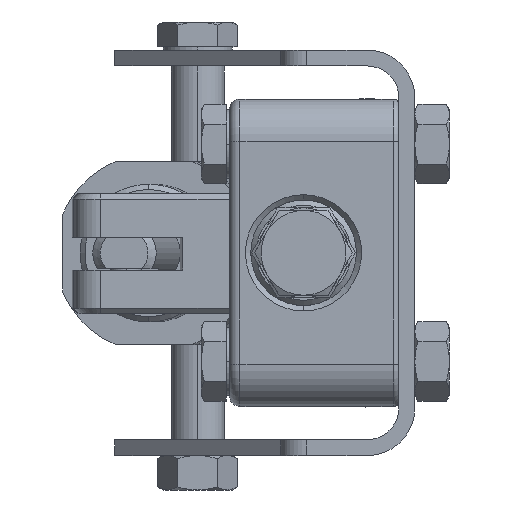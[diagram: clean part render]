
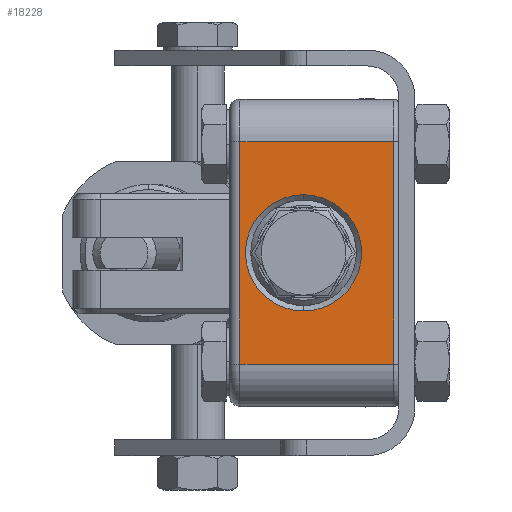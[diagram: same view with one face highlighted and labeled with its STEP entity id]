
A CAD part, left-side view. The second image highlights one B-rep face of the part: STEP entity #18228.
In plain terms, the highlighted planar face has unit normal (-1, 0, 0).
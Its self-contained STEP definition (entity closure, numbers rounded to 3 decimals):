
#92 = VECTOR ( 'NONE', #6119, 1000. ) ;
#1180 = CIRCLE ( 'NONE', #5895, 10.965 ) ;
#1226 = CARTESIAN_POINT ( 'NONE',  ( -67.5, 18., -11.215 ) ) ;
#2398 = VERTEX_POINT ( 'NONE', #10606 ) ;
#2770 = EDGE_CURVE ( 'NONE', #36117, #2398, #32129, .T. ) ;
#3203 = DIRECTION ( 'NONE',  ( 0., 0., -1. ) ) ;
#3289 = VECTOR ( 'NONE', #34976, 1000. ) ;
#3422 = ORIENTED_EDGE ( 'NONE', *, *, #8136, .T. ) ;
#4050 = VERTEX_POINT ( 'NONE', #13112 ) ;
#4489 = ORIENTED_EDGE ( 'NONE', *, *, #10170, .F. ) ;
#5692 = ORIENTED_EDGE ( 'NONE', *, *, #2770, .F. ) ;
#5895 = AXIS2_PLACEMENT_3D ( 'NONE', #25608, #8833, #28383 ) ;
#6119 = DIRECTION ( 'NONE',  ( 0., 1., 0. ) ) ;
#6473 = ORIENTED_EDGE ( 'NONE', *, *, #19776, .F. ) ;
#7498 = LINE ( 'NONE', #25578, #92 ) ;
#8136 = EDGE_CURVE ( 'NONE', #36117, #4050, #12823, .T. ) ;
#8726 = VERTEX_POINT ( 'NONE', #1226 ) ;
#8833 = DIRECTION ( 'NONE',  ( -1., 0., 0. ) ) ;
#9612 = DIRECTION ( 'NONE',  ( 0., 0., -1. ) ) ;
#10004 = EDGE_LOOP ( 'NONE', ( #5692, #3422, #21277, #4489 ) ) ;
#10130 = ORIENTED_EDGE ( 'NONE', *, *, #13835, .F. ) ;
#10170 = EDGE_CURVE ( 'NONE', #2398, #27495, #7498, .T. ) ;
#10606 = CARTESIAN_POINT ( 'NONE',  ( -67.5, 1., -21.25 ) ) ;
#11301 = DIRECTION ( 'NONE',  ( -1., 0., 0. ) ) ;
#11325 = FACE_OUTER_BOUND ( 'NONE', #10004, .T. ) ;
#12197 = FACE_BOUND ( 'NONE', #28392, .T. ) ;
#12327 = DIRECTION ( 'NONE',  ( 0., 1., 0. ) ) ;
#12823 = LINE ( 'NONE', #32114, #27676 ) ;
#13112 = CARTESIAN_POINT ( 'NONE',  ( -67.5, 30., 20.75 ) ) ;
#13835 = EDGE_CURVE ( 'NONE', #8726, #19113, #1180, .T. ) ;
#17740 = CARTESIAN_POINT ( 'NONE',  ( -67.5, 30., -21.25 ) ) ;
#18228 = ADVANCED_FACE ( 'NONE', ( #12197, #11325 ), #23570, .F. ) ;
#18247 = CARTESIAN_POINT ( 'NONE',  ( -67.5, 1., -0.25 ) ) ;
#19113 = VERTEX_POINT ( 'NONE', #21122 ) ;
#19776 = EDGE_CURVE ( 'NONE', #19113, #8726, #27475, .T. ) ;
#19948 = VECTOR ( 'NONE', #3203, 1000. ) ;
#20311 = EDGE_CURVE ( 'NONE', #4050, #27495, #28267, .T. ) ;
#21122 = CARTESIAN_POINT ( 'NONE',  ( -67.5, 18., 10.715 ) ) ;
#21277 = ORIENTED_EDGE ( 'NONE', *, *, #20311, .T. ) ;
#23570 = PLANE ( 'NONE',  #35265 ) ;
#24405 = AXIS2_PLACEMENT_3D ( 'NONE', #28023, #11301, #30857 ) ;
#24606 = CARTESIAN_POINT ( 'NONE',  ( -67.5, 1., 20.75 ) ) ;
#25320 = CARTESIAN_POINT ( 'NONE',  ( -67.5, 30., -0.25 ) ) ;
#25578 = CARTESIAN_POINT ( 'NONE',  ( -67.5, 15.5, -21.25 ) ) ;
#25608 = CARTESIAN_POINT ( 'NONE',  ( -67.5, 18., -0.25 ) ) ;
#26369 = DIRECTION ( 'NONE',  ( 1., 0., 0. ) ) ;
#27475 = CIRCLE ( 'NONE', #24405, 10.965 ) ;
#27495 = VERTEX_POINT ( 'NONE', #17740 ) ;
#27676 = VECTOR ( 'NONE', #12327, 1000. ) ;
#28023 = CARTESIAN_POINT ( 'NONE',  ( -67.5, 18., -0.25 ) ) ;
#28267 = LINE ( 'NONE', #25320, #19948 ) ;
#28383 = DIRECTION ( 'NONE',  ( 0., 0., 1. ) ) ;
#28392 = EDGE_LOOP ( 'NONE', ( #6473, #10130 ) ) ;
#30857 = DIRECTION ( 'NONE',  ( 0., 0., 1. ) ) ;
#32114 = CARTESIAN_POINT ( 'NONE',  ( -67.5, 15.5, 20.75 ) ) ;
#32129 = LINE ( 'NONE', #18247, #3289 ) ;
#34647 = CARTESIAN_POINT ( 'NONE',  ( -67.5, 1., 20.75 ) ) ;
#34976 = DIRECTION ( 'NONE',  ( 0., 0., -1. ) ) ;
#35265 = AXIS2_PLACEMENT_3D ( 'NONE', #34647, #26369, #9612 ) ;
#36117 = VERTEX_POINT ( 'NONE', #24606 ) ;
